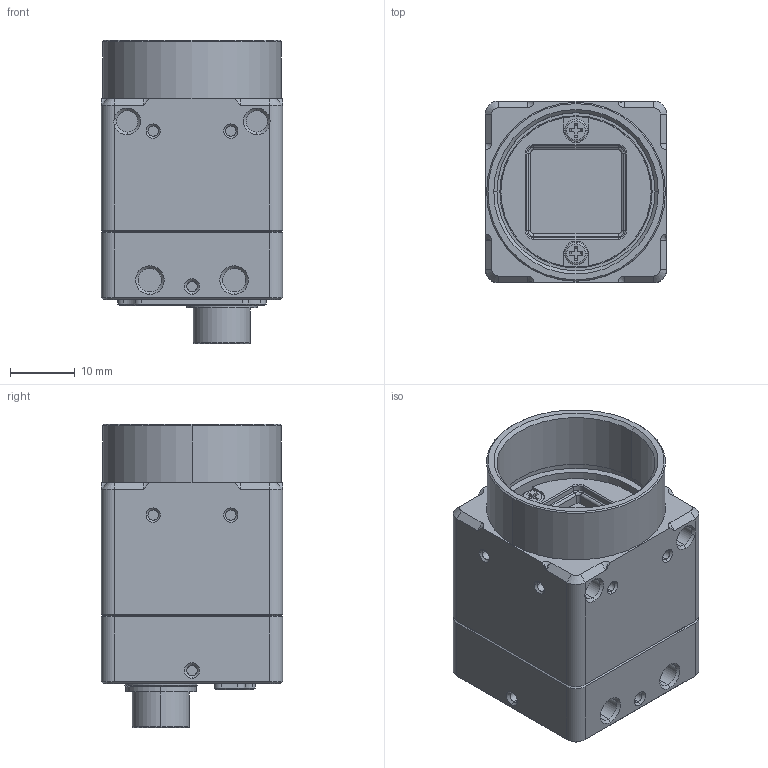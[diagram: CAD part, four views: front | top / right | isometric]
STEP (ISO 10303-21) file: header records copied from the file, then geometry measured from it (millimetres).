
FILE_DESCRIPTION((''),'2;1');
FILE_NAME('8060015','2016-08-19T',('SYSTEM'),(''),'PRO/ENGINEER BY PARAMETRIC TECHNOLOGY CORPORATION, 2014090','PRO/ENGINEER BY PARAMETRIC TECHNOLOGY CORPORATION, 2014090','');
FILE_SCHEMA(('CONFIG_CONTROL_DESIGN'));
Length unit declared in the file: millimetre
Products named in the file (1): 8060015
Bounding box: 28 x 28 x 46.8 mm (x, y, z)
Volume: 17243.8 mm3; surface area: 13282.9 mm2
Topology: 2 solids, 2 shells, 1146 faces, 2703 edges, 1701 vertices
Faces by surface type: plane 487, cylinder 471, cone 132, torus 32, bspline 24
Entity records: 42181 total; most frequent: CARTESIAN_POINT 6979, DIRECTION 5979, ORIENTED_EDGE 5374, PRESENTATION_STYLE_ASSIGNMENT 2689, STYLED_ITEM 2689, CURVE_STYLE 2687, EDGE_CURVE 2687, AXIS2_PLACEMENT_3D 2246
